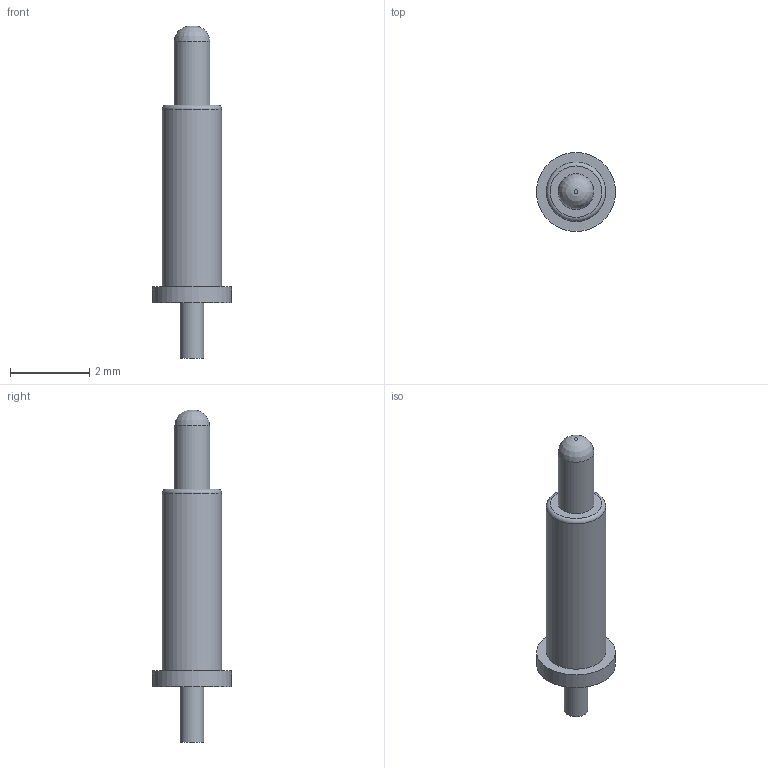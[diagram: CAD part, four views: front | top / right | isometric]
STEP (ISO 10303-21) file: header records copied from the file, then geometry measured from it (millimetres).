
FILE_DESCRIPTION(('FreeCAD Model'),'2;1');
FILE_NAME('Open CASCADE Shape Model','2025-10-06T21:17:35',('Author'),( ''),'Open CASCADE STEP processor 7.8','FreeCAD','Unknown');
FILE_SCHEMA(('AUTOMOTIVE_DESIGN { 1 0 10303 214 1 1 1 1 }'));
Length unit declared in the file: millimetre
Products named in the file (5): Part; Cylinder; Cylinder001; Fillet; Fillet001
Assembly tree (4 placements, depth 2):
  Part
    Cylinder
    Cylinder001
    Fillet
    Fillet001
Bounding box: 2 x 2 x 8.4 mm (x, y, z)
Volume: 11 mm3; surface area: 43.4 mm2
Topology: 4 solids, 4 shells, 14 faces, 16 edges, 10 vertices
Faces by surface type: plane 8, cylinder 4, revolution 1, torus 1
Full cylindrical faces by diameter (mm): 0.6 x1, 0.9 x1, 1.5 x1, 2 x1
Entity records: 401 total; most frequent: DIRECTION 65, CARTESIAN_POINT 52, ORIENTED_EDGE 32, AXIS2_PLACEMENT_3D 30, EDGE_CURVE 16, ADVANCED_FACE 14, FACE_BOUND 14, EDGE_LOOP 14
